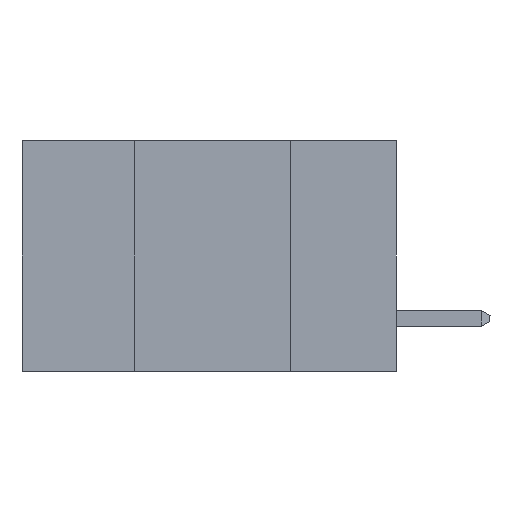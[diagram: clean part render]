
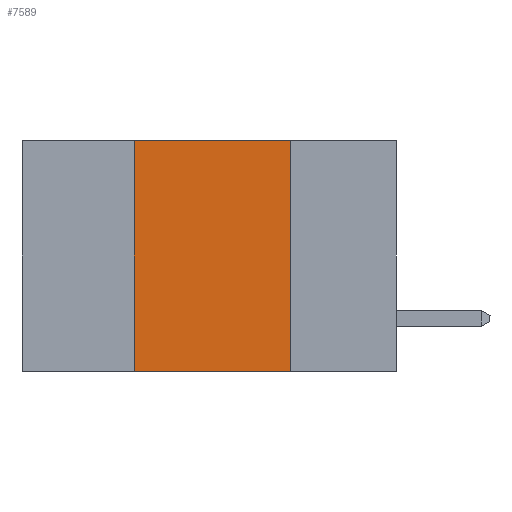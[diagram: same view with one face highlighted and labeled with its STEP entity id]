
A CAD part, left-side view. The second image highlights one B-rep face of the part: STEP entity #7589.
In plain terms, the highlighted planar face has unit normal (-1, 0, 0).
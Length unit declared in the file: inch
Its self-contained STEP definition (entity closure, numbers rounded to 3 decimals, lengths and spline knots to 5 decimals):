
#408 = PLANE ( 'NONE',  #5057 ) ;
#549 = LINE ( 'NONE', #5733, #9048 ) ;
#952 = VERTEX_POINT ( 'NONE', #13984 ) ;
#1295 = DIRECTION ( 'NONE',  ( 0., -1., 0. ) ) ;
#2300 = DIRECTION ( 'NONE',  ( 0., 0., -1. ) ) ;
#4960 = DIRECTION ( 'NONE',  ( 0., -1., 0. ) ) ;
#5048 = LINE ( 'NONE', #10867, #7344 ) ;
#5057 = AXIS2_PLACEMENT_3D ( 'NONE', #13047, #16056, #11877 ) ;
#5369 = ORIENTED_EDGE ( 'NONE', *, *, #8496, .F. ) ;
#5495 = VECTOR ( 'NONE', #2300, 39.37008 ) ;
#5733 = CARTESIAN_POINT ( 'NONE',  ( 0., 0.42, -0.37 ) ) ;
#6740 = EDGE_CURVE ( 'NONE', #14206, #14217, #549, .T. ) ;
#7183 = LINE ( 'NONE', #19058, #13804 ) ;
#7344 = VECTOR ( 'NONE', #4960, 39.37008 ) ;
#7589 = ADVANCED_FACE ( 'NONE', ( #13661 ), #408, .F. ) ;
#7800 = CARTESIAN_POINT ( 'NONE',  ( 0., 0.17, -0.37 ) ) ;
#7933 = VERTEX_POINT ( 'NONE', #14279 ) ;
#8454 = DIRECTION ( 'NONE',  ( 0., 0., 1. ) ) ;
#8496 = EDGE_CURVE ( 'NONE', #14217, #7933, #7183, .T. ) ;
#9048 = VECTOR ( 'NONE', #8454, 39.37008 ) ;
#9699 = EDGE_CURVE ( 'NONE', #14206, #952, #5048, .T. ) ;
#10867 = CARTESIAN_POINT ( 'NONE',  ( 0., 0.6, -0.37 ) ) ;
#11368 = CARTESIAN_POINT ( 'NONE',  ( 0., 0.42, 0. ) ) ;
#11877 = DIRECTION ( 'NONE',  ( 0., 0., -1. ) ) ;
#12248 = LINE ( 'NONE', #7800, #5495 ) ;
#12679 = ORIENTED_EDGE ( 'NONE', *, *, #9699, .T. ) ;
#13047 = CARTESIAN_POINT ( 'NONE',  ( 0., 0.6, 0. ) ) ;
#13661 = FACE_OUTER_BOUND ( 'NONE', #18889, .T. ) ;
#13804 = VECTOR ( 'NONE', #1295, 39.37008 ) ;
#13970 = EDGE_CURVE ( 'NONE', #7933, #952, #12248, .T. ) ;
#13984 = CARTESIAN_POINT ( 'NONE',  ( 0., 0.17, -0.37 ) ) ;
#14206 = VERTEX_POINT ( 'NONE', #14570 ) ;
#14217 = VERTEX_POINT ( 'NONE', #11368 ) ;
#14279 = CARTESIAN_POINT ( 'NONE',  ( 0., 0.17, 0. ) ) ;
#14570 = CARTESIAN_POINT ( 'NONE',  ( 0., 0.42, -0.37 ) ) ;
#15014 = ORIENTED_EDGE ( 'NONE', *, *, #13970, .F. ) ;
#16056 = DIRECTION ( 'NONE',  ( 1., 0., 0. ) ) ;
#16673 = ORIENTED_EDGE ( 'NONE', *, *, #6740, .F. ) ;
#18889 = EDGE_LOOP ( 'NONE', ( #15014, #5369, #16673, #12679 ) ) ;
#19058 = CARTESIAN_POINT ( 'NONE',  ( 0., 0.6, 0. ) ) ;
